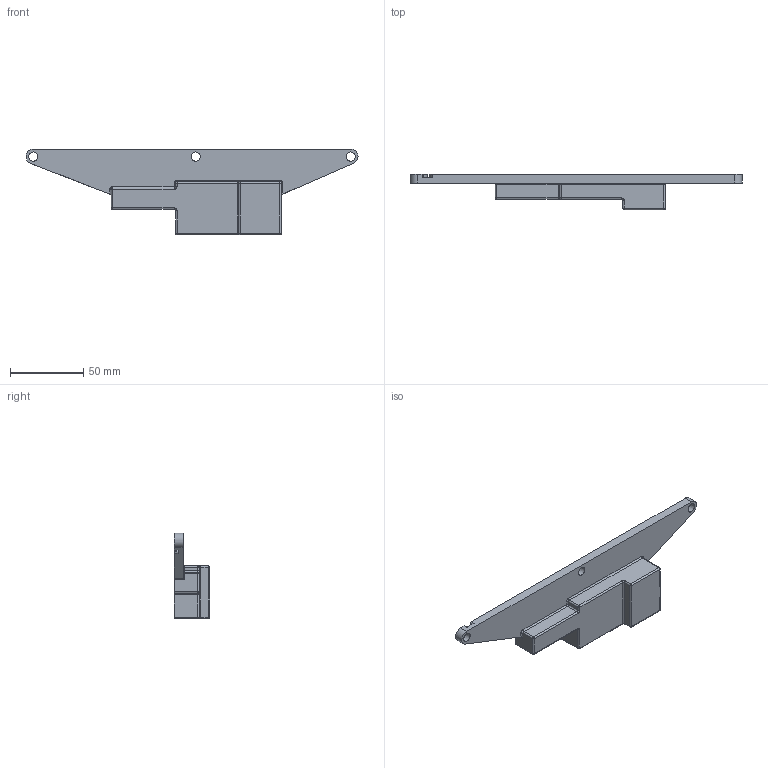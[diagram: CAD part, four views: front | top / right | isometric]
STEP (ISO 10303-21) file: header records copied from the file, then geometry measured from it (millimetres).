
FILE_DESCRIPTION(/* description */ (''),/* implementation_level */ '2;1');
FILE_NAME(/* name */ 'SW_Purge_Bucket v5.step',/* time_stamp */ '2022-04-07T19:16:35-06:00',/* author */ (''),/* organization */ (''),/* preprocessor_version */ 'ST-DEVELOPER v18.1',/* originating_system */ 'Autodesk Translation Framework v10.14.0.1471',/* authorisation */ '');
FILE_SCHEMA (('AUTOMOTIVE_DESIGN { 1 0 10303 214 3 1 1 }'));
Length unit declared in the file: millimetre
Products named in the file (1): SW_Purge_Bucket
Bounding box: 226.2 x 24 x 58.32 mm (x, y, z)
Volume: 40870.3 mm3; surface area: 31027.6 mm2
Topology: 1 solids, 1 shells, 100 faces, 247 edges, 151 vertices
Faces by surface type: plane 44, cylinder 40, sphere 9, torus 7
Full cylindrical faces by diameter (mm): 6.2 x3
Entity records: 2975 total; most frequent: DIRECTION 536, CARTESIAN_POINT 499, ORIENTED_EDGE 494, EDGE_CURVE 247, AXIS2_PLACEMENT_3D 188, LINE 160, VECTOR 160, VERTEX_POINT 151
